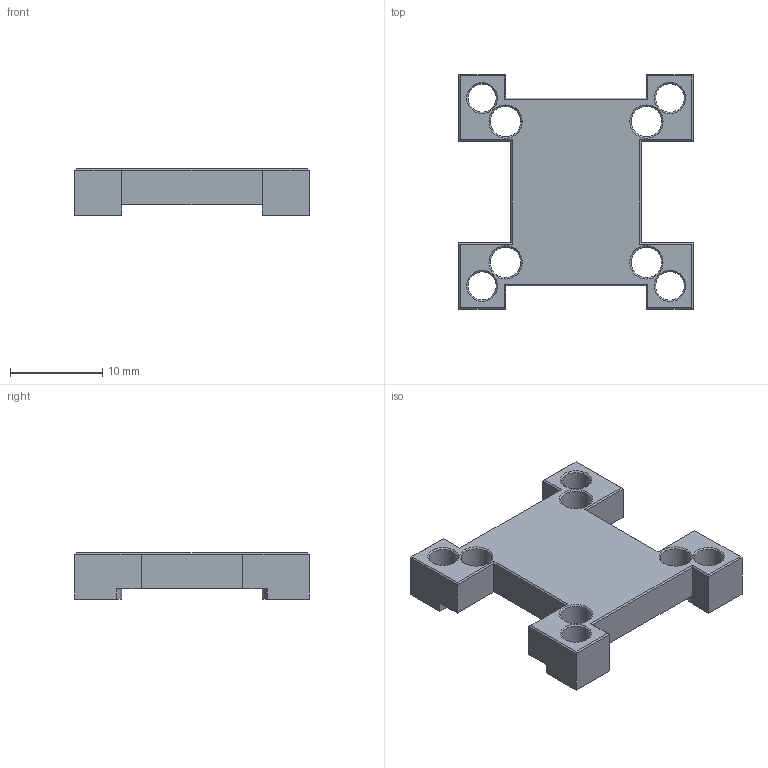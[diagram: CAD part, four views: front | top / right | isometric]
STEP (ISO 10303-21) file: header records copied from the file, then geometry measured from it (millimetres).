
FILE_DESCRIPTION(/* description */ (''),/* implementation_level */ '2;1');
FILE_NAME(/* name */ 'IMU_CLAMP.step',/* time_stamp */ '2023-11-28T01:37:27-08:00',/* author */ (''),/* organization */ (''),/* preprocessor_version */ 'ST-DEVELOPER v20',/* originating_system */ 'Autodesk Translation Framework v12.14.0.127',/* authorisation */ '');
FILE_SCHEMA (('AUTOMOTIVE_DESIGN { 1 0 10303 214 3 1 1 }'));
Length unit declared in the file: millimetre
Products named in the file (1): IMU_CLAMP
Bounding box: 25.4 x 25.4 x 5 mm (x, y, z)
Volume: 1544.7 mm3; surface area: 1703 mm2
Topology: 1 solids, 1 shells, 78 faces, 202 edges, 124 vertices
Faces by surface type: plane 52, cylinder 18, cone 8
Full cylindrical faces by diameter (mm): 3.048 x2, 3.1 x4, 3.302 x4
Entity records: 2407 total; most frequent: DIRECTION 412, CARTESIAN_POINT 405, ORIENTED_EDGE 404, EDGE_CURVE 202, LINE 150, VECTOR 150, AXIS2_PLACEMENT_3D 131, VERTEX_POINT 124
